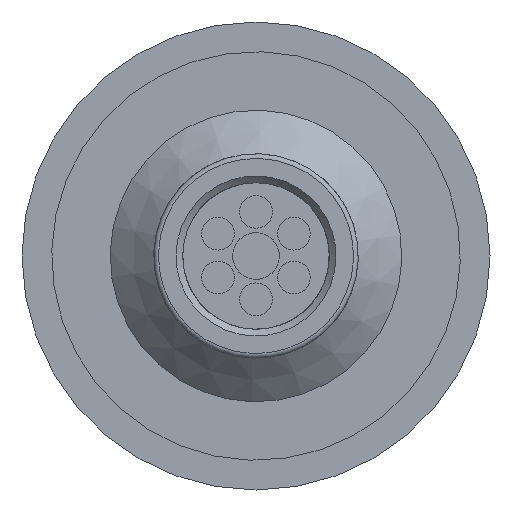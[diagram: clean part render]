
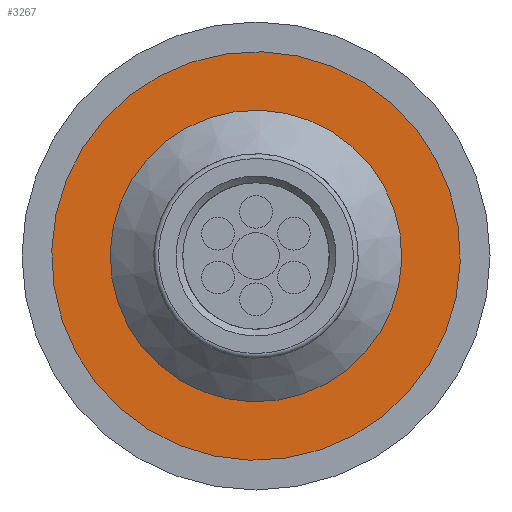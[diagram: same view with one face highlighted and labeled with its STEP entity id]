
A CAD part, left-side view. The second image highlights one B-rep face of the part: STEP entity #3267.
In plain terms, the highlighted planar face has unit normal (-1, 0, 0).
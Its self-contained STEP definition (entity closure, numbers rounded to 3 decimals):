
#176=FACE_BOUND('',#1022,.T.);
#837=FACE_OUTER_BOUND('',#1021,.T.);
#1021=EDGE_LOOP('',(#2263,#2264));
#1022=EDGE_LOOP('',(#2265,#2266));
#1251=CIRCLE('',#3500,11.087);
#1252=CIRCLE('',#3501,11.087);
#1253=CIRCLE('',#3502,7.912);
#1254=CIRCLE('',#3503,7.912);
#1426=VERTEX_POINT('',#4675);
#1427=VERTEX_POINT('',#4676);
#1428=VERTEX_POINT('',#4679);
#1429=VERTEX_POINT('',#4680);
#1769=EDGE_CURVE('',#1426,#1427,#1251,.T.);
#1770=EDGE_CURVE('',#1427,#1426,#1252,.T.);
#1771=EDGE_CURVE('',#1428,#1429,#1253,.T.);
#1772=EDGE_CURVE('',#1429,#1428,#1254,.T.);
#2263=ORIENTED_EDGE('',*,*,#1769,.F.);
#2264=ORIENTED_EDGE('',*,*,#1770,.F.);
#2265=ORIENTED_EDGE('',*,*,#1771,.T.);
#2266=ORIENTED_EDGE('',*,*,#1772,.T.);
#3177=PLANE('',#3499);
#3267=ADVANCED_FACE('',(#837,#176),#3177,.F.);
#3499=AXIS2_PLACEMENT_3D('',#4674,#3863,#3864);
#3500=AXIS2_PLACEMENT_3D('',#4677,#3865,#3866);
#3501=AXIS2_PLACEMENT_3D('',#4678,#3867,#3868);
#3502=AXIS2_PLACEMENT_3D('',#4681,#3869,#3870);
#3503=AXIS2_PLACEMENT_3D('',#4682,#3871,#3872);
#3863=DIRECTION('center_axis',(1.,0.,0.));
#3864=DIRECTION('ref_axis',(0.,-0.979,-0.203));
#3865=DIRECTION('center_axis',(1.,0.,0.));
#3866=DIRECTION('ref_axis',(0.,-0.979,-0.203));
#3867=DIRECTION('center_axis',(1.,0.,0.));
#3868=DIRECTION('ref_axis',(0.,-0.979,-0.203));
#3869=DIRECTION('center_axis',(1.,0.,0.));
#3870=DIRECTION('ref_axis',(0.,-0.979,-0.203));
#3871=DIRECTION('center_axis',(1.,0.,0.));
#3872=DIRECTION('ref_axis',(0.,-0.979,-0.203));
#4674=CARTESIAN_POINT('Origin',(12.329,2.251,-10.856));
#4675=CARTESIAN_POINT('',(12.329,-10.856,-2.251));
#4676=CARTESIAN_POINT('',(12.329,10.856,2.251));
#4677=CARTESIAN_POINT('Origin',(12.329,0.,0.));
#4678=CARTESIAN_POINT('Origin',(12.329,0.,0.));
#4679=CARTESIAN_POINT('',(12.329,-7.747,-1.606));
#4680=CARTESIAN_POINT('',(12.329,7.747,1.606));
#4681=CARTESIAN_POINT('Origin',(12.329,0.,0.));
#4682=CARTESIAN_POINT('Origin',(12.329,0.,0.));
